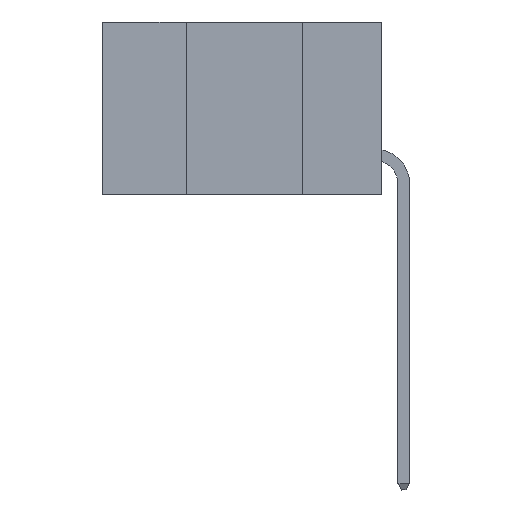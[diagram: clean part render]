
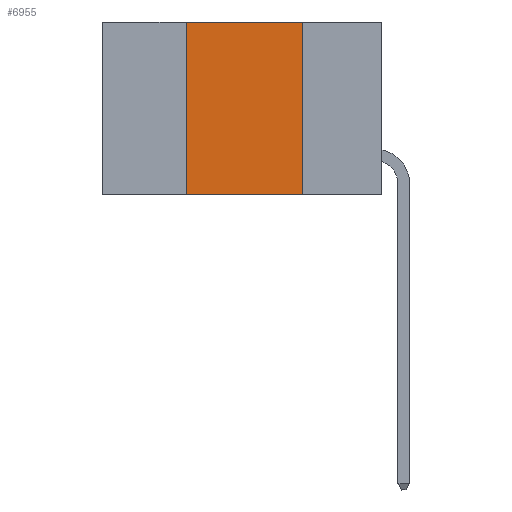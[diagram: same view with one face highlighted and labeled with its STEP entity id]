
A CAD part, left-side view. The second image highlights one B-rep face of the part: STEP entity #6955.
In plain terms, the highlighted planar face has unit normal (-1, 0, 0).
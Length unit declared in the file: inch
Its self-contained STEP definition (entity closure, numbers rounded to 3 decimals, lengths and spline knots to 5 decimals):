
#1694 = CARTESIAN_POINT ( 'NONE',  ( 0., 0.17, 0. ) ) ;
#2151 = DIRECTION ( 'NONE',  ( 0., -1., 0. ) ) ;
#2502 = ORIENTED_EDGE ( 'NONE', *, *, #32836, .T. ) ;
#3265 = ORIENTED_EDGE ( 'NONE', *, *, #12529, .F. ) ;
#3299 = LINE ( 'NONE', #26720, #10551 ) ;
#4299 = LINE ( 'NONE', #5274, #17974 ) ;
#5274 = CARTESIAN_POINT ( 'NONE',  ( 0., 0.6, -0.37 ) ) ;
#5684 = DIRECTION ( 'NONE',  ( 0., 0., -1. ) ) ;
#5810 = VECTOR ( 'NONE', #7212, 39.37008 ) ;
#6689 = LINE ( 'NONE', #1694, #5810 ) ;
#6733 = CARTESIAN_POINT ( 'NONE',  ( 0., 0.17, -0.37 ) ) ;
#6955 = ADVANCED_FACE ( 'NONE', ( #22209 ), #11028, .F. ) ;
#7212 = DIRECTION ( 'NONE',  ( 0., 0., -1. ) ) ;
#8762 = VERTEX_POINT ( 'NONE', #32036 ) ;
#10551 = VECTOR ( 'NONE', #2151, 39.37008 ) ;
#11028 = PLANE ( 'NONE',  #12506 ) ;
#11815 = DIRECTION ( 'NONE',  ( 0., 0., 1. ) ) ;
#12506 = AXIS2_PLACEMENT_3D ( 'NONE', #33099, #19422, #5684 ) ;
#12529 = EDGE_CURVE ( 'NONE', #14774, #21067, #6689, .T. ) ;
#13832 = CARTESIAN_POINT ( 'NONE',  ( 0., 0.42, 0. ) ) ;
#14774 = VERTEX_POINT ( 'NONE', #34269 ) ;
#17974 = VECTOR ( 'NONE', #24324, 39.37008 ) ;
#19422 = DIRECTION ( 'NONE',  ( 1., 0., 0. ) ) ;
#21067 = VERTEX_POINT ( 'NONE', #6733 ) ;
#22209 = FACE_OUTER_BOUND ( 'NONE', #23607, .T. ) ;
#23607 = EDGE_LOOP ( 'NONE', ( #3265, #26786, #27456, #2502 ) ) ;
#23657 = VERTEX_POINT ( 'NONE', #28518 ) ;
#24324 = DIRECTION ( 'NONE',  ( 0., -1., 0. ) ) ;
#26227 = EDGE_CURVE ( 'NONE', #8762, #23657, #34640, .T. ) ;
#26720 = CARTESIAN_POINT ( 'NONE',  ( 0., 0.6, 0. ) ) ;
#26786 = ORIENTED_EDGE ( 'NONE', *, *, #29102, .F. ) ;
#27456 = ORIENTED_EDGE ( 'NONE', *, *, #26227, .F. ) ;
#27758 = VECTOR ( 'NONE', #11815, 39.37008 ) ;
#28518 = CARTESIAN_POINT ( 'NONE',  ( 0., 0.42, 0. ) ) ;
#29102 = EDGE_CURVE ( 'NONE', #23657, #14774, #3299, .T. ) ;
#32036 = CARTESIAN_POINT ( 'NONE',  ( 0., 0.42, -0.37 ) ) ;
#32836 = EDGE_CURVE ( 'NONE', #8762, #21067, #4299, .T. ) ;
#33099 = CARTESIAN_POINT ( 'NONE',  ( 0., 0.6, 0. ) ) ;
#34269 = CARTESIAN_POINT ( 'NONE',  ( 0., 0.17, 0. ) ) ;
#34640 = LINE ( 'NONE', #13832, #27758 ) ;
